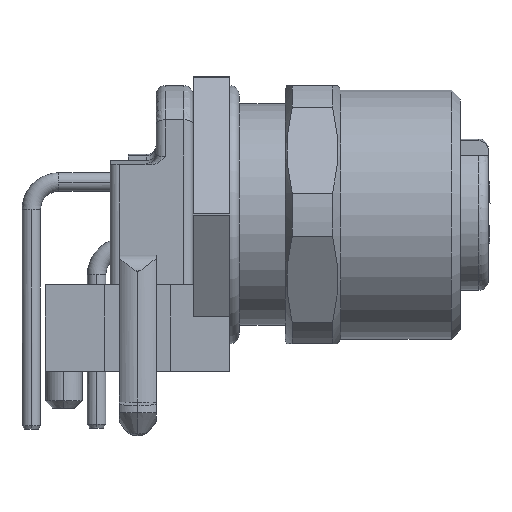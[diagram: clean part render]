
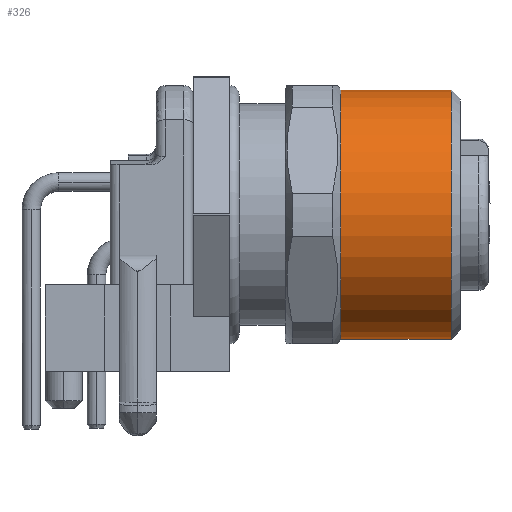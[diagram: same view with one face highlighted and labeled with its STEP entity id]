
A CAD part, left-side view. The second image highlights one B-rep face of the part: STEP entity #326.
In plain terms, the highlighted cylindrical face has radius 6.75 mm (diameter 13.5 mm), a partial arc.
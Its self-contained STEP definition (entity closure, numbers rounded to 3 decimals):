
#269=AXIS2_PLACEMENT_3D('Circle Axis2P3D',#267,#268,$) ;
#313=AXIS2_PLACEMENT_3D('Cylinder Axis2P3D',#310,#311,#312) ;
#317=AXIS2_PLACEMENT_3D('Circle Axis2P3D',#315,#316,$) ;
#240=CARTESIAN_POINT('Vertex',(9.75,2.1,5.234)) ;
#247=CARTESIAN_POINT('Vertex',(9.75,2.1,18.734)) ;
#267=CARTESIAN_POINT('Axis2P3D Location',(9.75,2.1,11.984)) ;
#284=CARTESIAN_POINT('Line Origine',(9.75,4.85,18.734)) ;
#288=CARTESIAN_POINT('Vertex',(9.75,8.1,18.734)) ;
#291=CARTESIAN_POINT('Line Origine',(9.75,4.85,5.234)) ;
#295=CARTESIAN_POINT('Vertex',(9.75,8.1,5.234)) ;
#310=CARTESIAN_POINT('Axis2P3D Location',(9.75,4.85,11.984)) ;
#315=CARTESIAN_POINT('Axis2P3D Location',(9.75,8.1,11.984)) ;
#268=DIRECTION('Axis2P3D Direction',(0.,1.,0.)) ;
#285=DIRECTION('Vector Direction',(0.,-1.,0.)) ;
#292=DIRECTION('Vector Direction',(0.,-1.,0.)) ;
#311=DIRECTION('Axis2P3D Direction',(0.,-1.,0.)) ;
#312=DIRECTION('Axis2P3D XDirection',(0.,0.,1.)) ;
#316=DIRECTION('Axis2P3D Direction',(0.,-1.,0.)) ;
#286=VECTOR('Line Direction',#285,1.) ;
#293=VECTOR('Line Direction',#292,1.) ;
#321=ORIENTED_EDGE('',*,*,#297,.F.) ;
#322=ORIENTED_EDGE('',*,*,#271,.T.) ;
#323=ORIENTED_EDGE('',*,*,#290,.F.) ;
#324=ORIENTED_EDGE('',*,*,#319,.T.) ;
#326=ADVANCED_FACE('MANIFOLD_SOLID_BREP #32',(#325),#314,.T.) ;
#270=CIRCLE('generated circle',#269,6.75) ;
#318=CIRCLE('generated circle',#317,6.75) ;
#314=CYLINDRICAL_SURFACE('generated cylinder',#313,6.75) ;
#271=EDGE_CURVE('',#241,#248,#270,.T.) ;
#290=EDGE_CURVE('',#289,#248,#287,.T.) ;
#297=EDGE_CURVE('',#241,#296,#294,.F.) ;
#319=EDGE_CURVE('',#289,#296,#318,.T.) ;
#320=EDGE_LOOP('',(#321,#322,#323,#324)) ;
#325=FACE_OUTER_BOUND('',#320,.T.) ;
#287=LINE('Line',#284,#286) ;
#294=LINE('Line',#291,#293) ;
#241=VERTEX_POINT('',#240) ;
#248=VERTEX_POINT('',#247) ;
#289=VERTEX_POINT('',#288) ;
#296=VERTEX_POINT('',#295) ;
